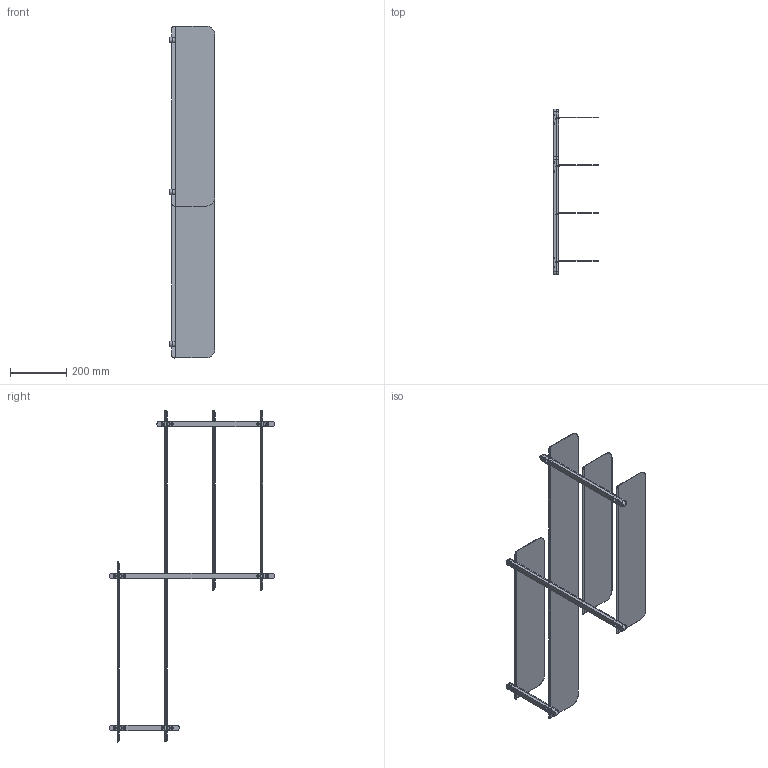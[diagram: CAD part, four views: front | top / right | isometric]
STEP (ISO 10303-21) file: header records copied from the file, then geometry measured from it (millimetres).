
FILE_DESCRIPTION(/* description */ (''),/* implementation_level */ '2;1');
FILE_NAME(/* name */ 'NivoB_web.stp',/* time_stamp */ '2022-02-17T11:27:39+01:00',/* author */ ('mathi'),/* organization */ (''),/* preprocessor_version */ 'ST-DEVELOPER v18.1',/* originating_system */ 'Autodesk Inventor 2020',/* authorisation */ '');
FILE_SCHEMA (('AUTOMOTIVE_DESIGN { 1 0 10303 214 3 1 1 }'));
Length unit declared in the file: millimetre
Products named in the file (1): NivoB_web
Bounding box: 161.64 x 589.77 x 1180 mm (x, y, z)
Volume: 1400370.9 mm3; surface area: 1064413.4 mm2
Topology: 1 solids, 9 shells, 372 faces, 880 edges, 556 vertices
Faces by surface type: plane 214, cylinder 134, cone 18, bspline 6
Full cylindrical faces by diameter (mm): 3 x8, 4.5 x12, 5.5 x12
Entity records: 10849 total; most frequent: DIRECTION 1920, CARTESIAN_POINT 1893, ORIENTED_EDGE 1760, EDGE_CURVE 880, AXIS2_PLACEMENT_3D 673, LINE 574, VECTOR 574, VERTEX_POINT 556
